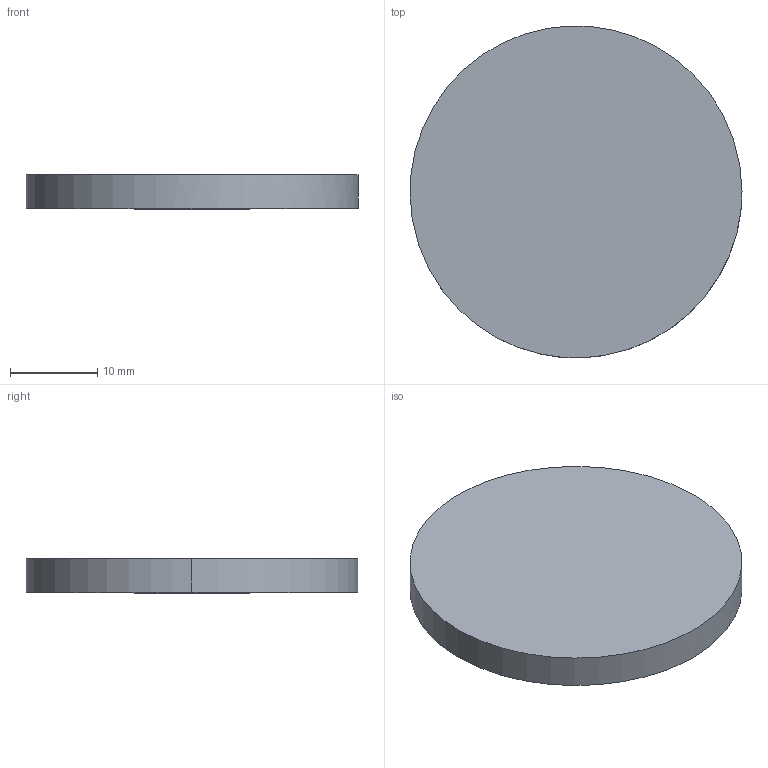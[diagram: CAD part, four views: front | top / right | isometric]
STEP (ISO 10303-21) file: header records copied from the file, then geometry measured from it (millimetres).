
FILE_DESCRIPTION (( 'STEP AP203' ), '1' );
FILE_NAME ('110-0450E BK7 pl-cx 38.1 F2500.STEP', '2019-10-01T07:17:55', ( '' ), ( '' ), 'SwSTEP 2.0', 'SolidWorks 2019', '' );
FILE_SCHEMA (( 'CONFIG_CONTROL_DESIGN' ));
Length unit declared in the file: millimetre
Products named in the file (1): 110-0450E BK7 pl-cx 38.1 F2500
Bounding box: 38.1 x 38.08 x 4 mm (x, y, z)
Volume: 4480.5 mm3; surface area: 2742.1 mm2
Topology: 1 solids, 1 shells, 4 faces, 9 edges, 6 vertices
Faces by surface type: cylinder 2, sphere 1, plane 1
Entity records: 171 total; most frequent: CARTESIAN_POINT 31, ORIENTED_EDGE 12, DIRECTION 12, PERSON_AND_ORGANIZATION 8, EDGE_CURVE 6, LOCAL_TIME 5, COORDINATED_UNIVERSAL_TIME_OFFSET 5, AXIS2_PLACEMENT_3D 5
